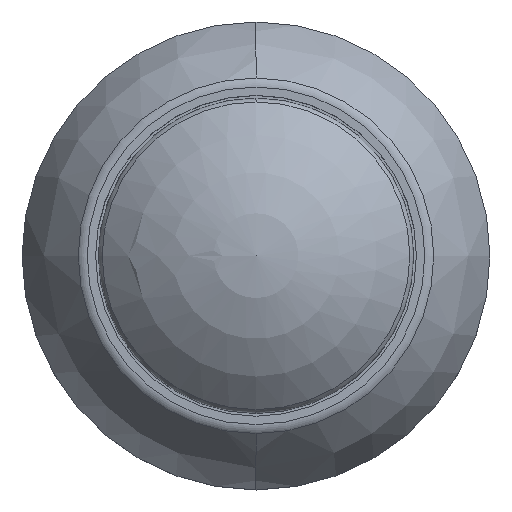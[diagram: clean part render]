
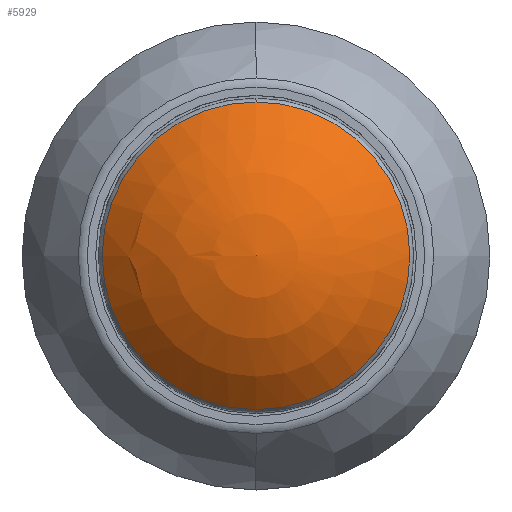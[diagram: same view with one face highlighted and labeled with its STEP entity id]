
A CAD part, top view. The second image highlights one B-rep face of the part: STEP entity #5929.
In plain terms, the highlighted spherical face has radius 8.122 mm.
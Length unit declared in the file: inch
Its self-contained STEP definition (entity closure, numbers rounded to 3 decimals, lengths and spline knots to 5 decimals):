
#198=SPHERICAL_SURFACE('',#6365,0.31978);
#269=FACE_OUTER_BOUND('',#604,.T.);
#604=EDGE_LOOP('',(#4132,#4133,#4134,#4135,#4136));
#992=CIRCLE('',#6357,0.22654);
#993=CIRCLE('',#6358,0.22654);
#996=CIRCLE('',#6361,0.22654);
#999=CIRCLE('',#6366,0.31978);
#2418=VERTEX_POINT('',#8926);
#2419=VERTEX_POINT('',#8927);
#2420=VERTEX_POINT('',#8929);
#2423=VERTEX_POINT('',#8971);
#3086=EDGE_CURVE('',#2418,#2419,#992,.T.);
#3087=EDGE_CURVE('',#2419,#2420,#993,.T.);
#3090=EDGE_CURVE('',#2420,#2418,#996,.T.);
#3094=EDGE_CURVE('',#2419,#2423,#999,.T.);
#4132=ORIENTED_EDGE('',*,*,#3090,.F.);
#4133=ORIENTED_EDGE('',*,*,#3087,.F.);
#4134=ORIENTED_EDGE('',*,*,#3094,.T.);
#4135=ORIENTED_EDGE('',*,*,#3094,.F.);
#4136=ORIENTED_EDGE('',*,*,#3086,.F.);
#5929=ADVANCED_FACE('',(#269),#198,.T.);
#6357=AXIS2_PLACEMENT_3D('',#8928,#7047,#7048);
#6358=AXIS2_PLACEMENT_3D('',#8930,#7049,#7050);
#6361=AXIS2_PLACEMENT_3D('',#8961,#7055,#7056);
#6365=AXIS2_PLACEMENT_3D('',#8970,#7063,#7064);
#6366=AXIS2_PLACEMENT_3D('',#8972,#7065,#7066);
#7047=DIRECTION('center_axis',(0.,0.,
-1.));
#7048=DIRECTION('ref_axis',(0.,1.,0.));
#7049=DIRECTION('center_axis',(0.,0.,
-1.));
#7050=DIRECTION('ref_axis',(0.,1.,0.));
#7055=DIRECTION('center_axis',(0.,0.,
-1.));
#7056=DIRECTION('ref_axis',(1.,0.,0.));
#7063=DIRECTION('center_axis',(0.,0.,
1.));
#7064=DIRECTION('ref_axis',(1.,0.,0.));
#7065=DIRECTION('center_axis',(0.,1.,0.));
#7066=DIRECTION('ref_axis',(-1.,0.,0.));
#8926=CARTESIAN_POINT('',(0.,-0.22654,0.57481));
#8927=CARTESIAN_POINT('',(-0.22654,0.,0.57481));
#8928=CARTESIAN_POINT('Origin',(0.,0.,
0.57481));
#8929=CARTESIAN_POINT('',(0.,0.22654,0.57481));
#8930=CARTESIAN_POINT('Origin',(0.,0.,
0.57481));
#8961=CARTESIAN_POINT('Origin',(0.,0.,
0.57481));
#8970=CARTESIAN_POINT('Origin',(0.,0.,
0.34912));
#8971=CARTESIAN_POINT('',(0.,0.,0.6689));
#8972=CARTESIAN_POINT('Origin',(0.,0.,
0.34912));
